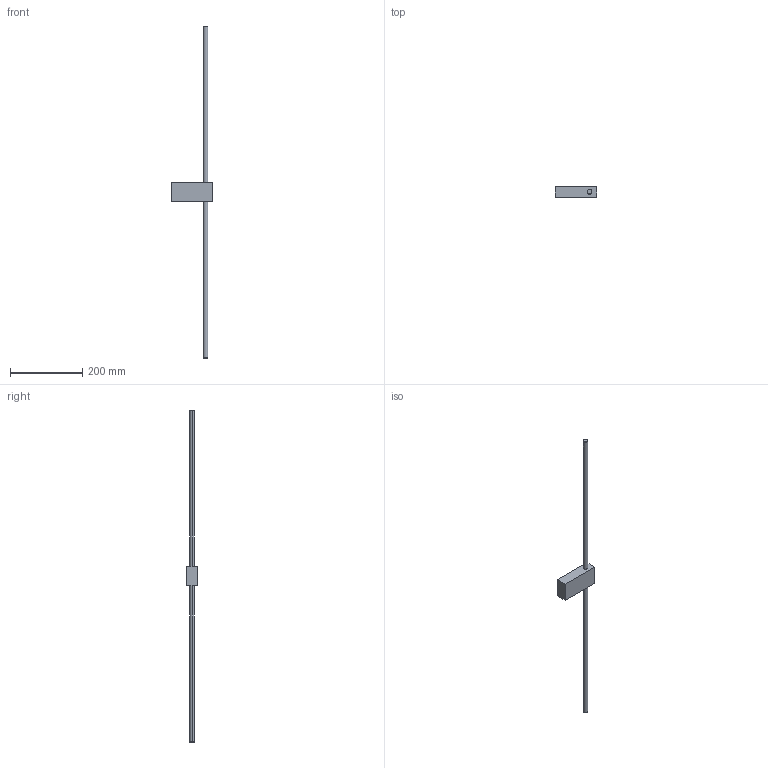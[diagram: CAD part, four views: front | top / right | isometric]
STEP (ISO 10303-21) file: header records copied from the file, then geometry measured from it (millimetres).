
FILE_DESCRIPTION (( 'STEP AP214' ), '1' );
FILE_NAME ('LWA390.STEP', '2021-12-01T08:46:54', ( 'GH' ), ( 'Microsoft' ), 'SwSTEP 2.0', 'SolidWorks 2013', '' );
FILE_SCHEMA (( 'AUTOMOTIVE_DESIGN' ));
Length unit declared in the file: millimetre
Products named in the file (1): LWA390
Bounding box: 115 x 30 x 919 mm (x, y, z)
Volume: 295778.8 mm3; surface area: 57270.1 mm2
Topology: 3 solids, 3 shells, 20 faces, 36 edges, 24 vertices
Faces by surface type: plane 12, cylinder 8
Entity records: 768 total; most frequent: DIRECTION 94, CARTESIAN_POINT 81, ORIENTED_EDGE 72, AXIS2_PLACEMENT_3D 37, EDGE_CURVE 36, UNCERTAINTY_MEASURE_WITH_UNIT 25, PRESENTATION_LAYER_ASSIGNMENT 24, STYLED_ITEM 24
